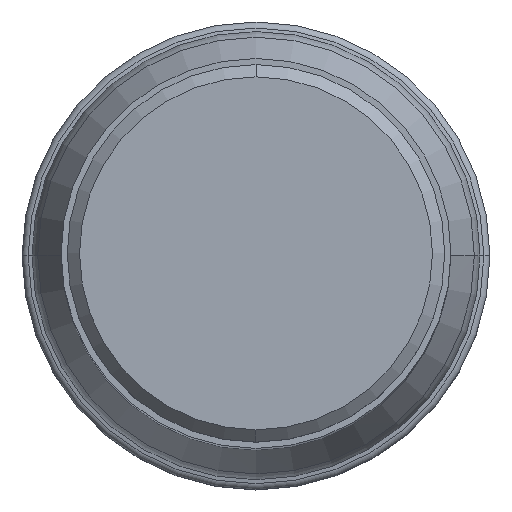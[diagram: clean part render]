
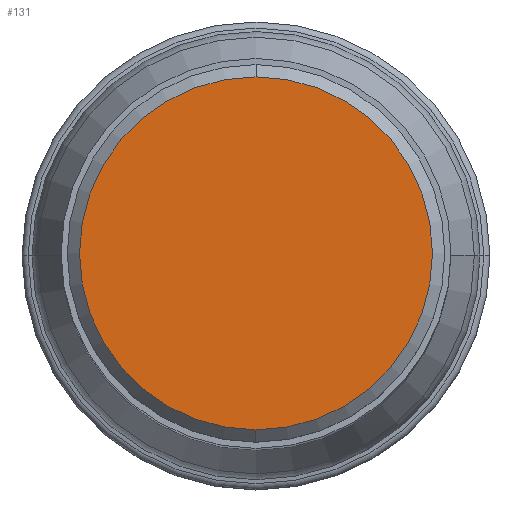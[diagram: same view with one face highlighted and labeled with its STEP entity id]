
A CAD part, top view. The second image highlights one B-rep face of the part: STEP entity #131.
In plain terms, the highlighted planar face has unit normal (0, 0, 1).
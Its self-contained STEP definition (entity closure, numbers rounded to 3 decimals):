
#32=PLANE('',#1242);
#131=ADVANCED_FACE('',(#225),#32,.F.);
#225=FACE_OUTER_BOUND('',#291,.T.);
#291=EDGE_LOOP('',(#480,#481));
#480=ORIENTED_EDGE('',*,*,#799,.F.);
#481=ORIENTED_EDGE('',*,*,#798,.F.);
#672=VERTEX_POINT('',#2584);
#673=VERTEX_POINT('',#2586);
#798=EDGE_CURVE('',#673,#672,#958,.T.);
#799=EDGE_CURVE('',#672,#673,#959,.T.);
#958=CIRCLE('',#1239,14.375);
#959=CIRCLE('',#1241,14.375);
#1239=AXIS2_PLACEMENT_3D('',#2587,#1465,#1466);
#1241=AXIS2_PLACEMENT_3D('',#2589,#1469,#1470);
#1242=AXIS2_PLACEMENT_3D('',#2590,#1471,#1472);
#1465=DIRECTION('',(0.,0.,-1.));
#1466=DIRECTION('',(0.,1.,0.));
#1469=DIRECTION('',(0.,0.,-1.));
#1470=DIRECTION('',(0.,-1.,0.));
#1471=DIRECTION('',(0.,0.,-1.));
#1472=DIRECTION('',(1.,0.,0.));
#2584=CARTESIAN_POINT('',(0.,-14.375,42.863));
#2586=CARTESIAN_POINT('',(0.,14.375,42.863));
#2587=CARTESIAN_POINT('',(0.,0.,42.863));
#2589=CARTESIAN_POINT('',(0.,0.,42.863));
#2590=CARTESIAN_POINT('',(0.,0.,42.863));
